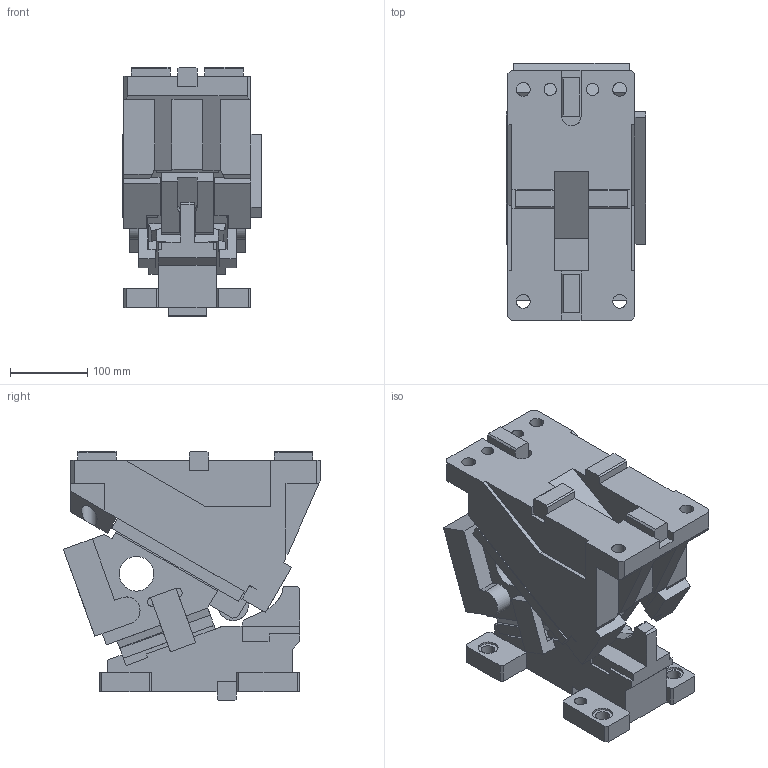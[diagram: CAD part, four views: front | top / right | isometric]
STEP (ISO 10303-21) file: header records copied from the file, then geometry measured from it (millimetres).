
FILE_DESCRIPTION(('CATIA V5 STEP Exchange'),'2;1');
FILE_NAME('CACN_F_150_20.stp','2015-04-24T09:57:29+00:00',('none'),('none'),'CATIA Version 5 Release 19 SP 2 (IN-10)','CATIA V5 STEP AP203','none');
FILE_SCHEMA(('CONFIG_CONTROL_DESIGN'));
Length unit declared in the file: millimetre
Products named in the file (1): CACN_F_150_20
Bounding box: 181 x 333.88 x 324 mm (x, y, z)
Volume: 9298620.4 mm3; surface area: 705526.9 mm2
Topology: 3 solids, 3 shells, 463 faces, 1327 edges, 875 vertices
Faces by surface type: plane 390, cylinder 71, cone 2
Entity records: 16098 total; most frequent: CARTESIAN_POINT 4263, ORIENTED_EDGE 2650, DIRECTION 2070, EDGE_CURVE 1325, VECTOR 1154, LINE 1154, VERTEX_POINT 875, EDGE_LOOP 502
